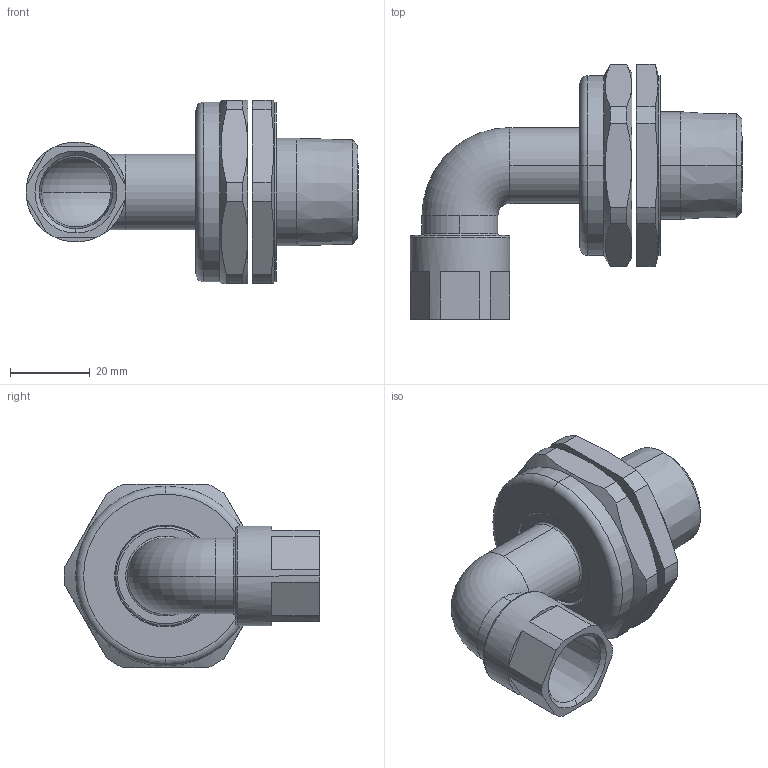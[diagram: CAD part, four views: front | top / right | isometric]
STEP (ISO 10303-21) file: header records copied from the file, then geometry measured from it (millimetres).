
FILE_DESCRIPTION (( 'STEP AP203' ), '1' );
FILE_NAME ('PX789REXDT2T1.STEP', '2017-10-04T14:18:13', ( '' ), ( '' ), 'SwSTEP 2.0', 'SolidWorks 2017', '' );
FILE_SCHEMA (( 'CONFIG_CONTROL_DESIGN' ));
Length unit declared in the file: millimetre
Products named in the file (1): PX789REXDT2T1
Bounding box: 83.03 x 63.79 x 46 mm (x, y, z)
Surface area: 16182.7 mm2 (no closed solid volume)
Topology: 0 solids, 4 shells, 99 faces, 250 edges, 160 vertices
Faces by surface type: plane 33, cylinder 30, cone 24, torus 12
Entity records: 3220 total; most frequent: CARTESIAN_POINT 702, DIRECTION 554, ORIENTED_EDGE 484, EDGE_CURVE 250, AXIS2_PLACEMENT_3D 232, VERTEX_POINT 160, CIRCLE 132, EDGE_LOOP 108
